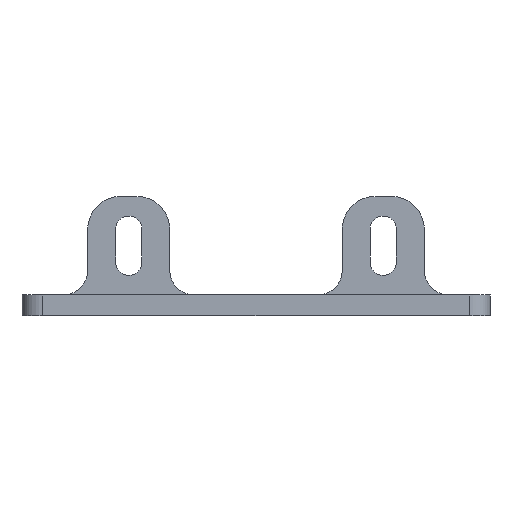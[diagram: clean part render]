
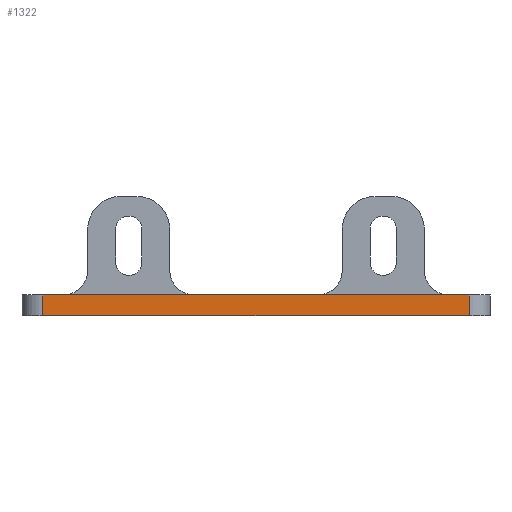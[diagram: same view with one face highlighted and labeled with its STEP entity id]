
A CAD part, left-side view. The second image highlights one B-rep face of the part: STEP entity #1322.
In plain terms, the highlighted planar face has unit normal (-1, 0, 0).
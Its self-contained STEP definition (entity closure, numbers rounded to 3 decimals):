
#188=FACE_OUTER_BOUND('',#265,.T.);
#265=EDGE_LOOP('',(#1149,#1150,#1151,#1152));
#323=LINE('',#1997,#447);
#359=LINE('',#2122,#483);
#374=LINE('',#2163,#498);
#398=LINE('',#2241,#522);
#447=VECTOR('',#1591,10.);
#483=VECTOR('',#1707,10.);
#498=VECTOR('',#1752,10.);
#522=VECTOR('',#1842,10.);
#578=VERTEX_POINT('',#1994);
#579=VERTEX_POINT('',#1996);
#628=VERTEX_POINT('',#2120);
#639=VERTEX_POINT('',#2162);
#719=EDGE_CURVE('',#579,#578,#323,.T.);
#783=EDGE_CURVE('',#628,#578,#359,.T.);
#803=EDGE_CURVE('',#579,#639,#374,.T.);
#842=EDGE_CURVE('',#639,#628,#398,.T.);
#1149=ORIENTED_EDGE('',*,*,#783,.F.);
#1150=ORIENTED_EDGE('',*,*,#842,.F.);
#1151=ORIENTED_EDGE('',*,*,#803,.F.);
#1152=ORIENTED_EDGE('',*,*,#719,.T.);
#1260=PLANE('',#1470);
#1322=ADVANCED_FACE('',(#188),#1260,.T.);
#1470=AXIS2_PLACEMENT_3D('',#2240,#1840,#1841);
#1591=DIRECTION('',(0.,1.,0.));
#1707=DIRECTION('',(0.,0.,1.));
#1752=DIRECTION('',(0.,0.,-1.));
#1840=DIRECTION('center_axis',(-1.,0.,0.));
#1841=DIRECTION('ref_axis',(0.,0.,1.));
#1842=DIRECTION('',(0.,1.,0.));
#1994=CARTESIAN_POINT('',(-34.,47.5,0.));
#1996=CARTESIAN_POINT('',(-34.,-4.5,0.));
#1997=CARTESIAN_POINT('',(-34.,10.75,0.));
#2120=CARTESIAN_POINT('',(-34.,47.5,-2.5));
#2122=CARTESIAN_POINT('',(-34.,47.5,-1.875));
#2162=CARTESIAN_POINT('',(-34.,-4.5,-2.5));
#2163=CARTESIAN_POINT('',(-34.,-4.5,-1.875));
#2240=CARTESIAN_POINT('Origin',(-34.,21.5,-1.25));
#2241=CARTESIAN_POINT('',(-34.,43.,-2.5));
